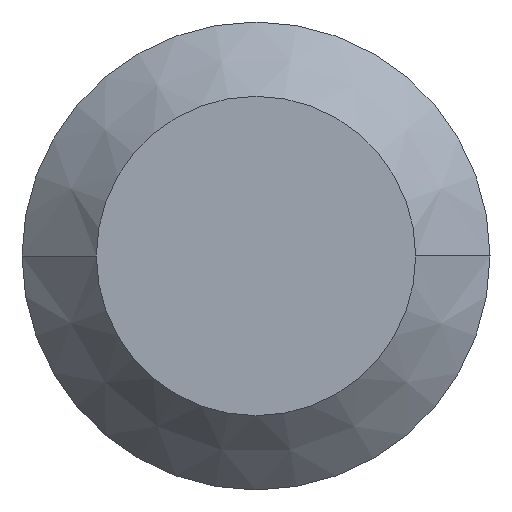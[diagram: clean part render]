
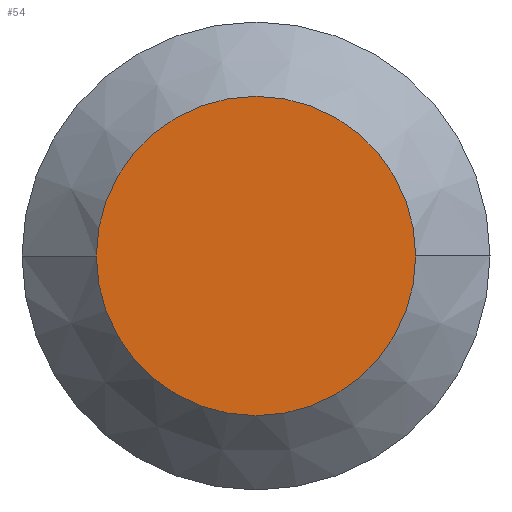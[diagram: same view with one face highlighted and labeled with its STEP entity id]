
A CAD part, left-side view. The second image highlights one B-rep face of the part: STEP entity #54.
In plain terms, the highlighted planar face has unit normal (-1, 0, 0).
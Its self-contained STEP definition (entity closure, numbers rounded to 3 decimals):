
#21 = ORIENTED_EDGE ( 'NONE', *, *, #280, .F. ) ;
#41 = FACE_OUTER_BOUND ( 'NONE', #145, .T. ) ;
#50 = VERTEX_POINT ( 'NONE', #82 ) ;
#54 = ADVANCED_FACE ( 'NONE', ( #41 ), #220, .T. ) ;
#55 = CIRCLE ( 'NONE', #253, 1.365 ) ;
#60 = VERTEX_POINT ( 'NONE', #137 ) ;
#82 = CARTESIAN_POINT ( 'NONE',  ( 0., -1.365, 0. ) ) ;
#84 = EDGE_CURVE ( 'NONE', #50, #60, #55, .T. ) ;
#93 = DIRECTION ( 'NONE',  ( 0., -1., 0. ) ) ;
#98 = DIRECTION ( 'NONE',  ( 0., 1., 0. ) ) ;
#116 = CARTESIAN_POINT ( 'NONE',  ( 0., 0., 0. ) ) ;
#118 = DIRECTION ( 'NONE',  ( 1., 0., 0. ) ) ;
#137 = CARTESIAN_POINT ( 'NONE',  ( 0., 1.365, 0. ) ) ;
#145 = EDGE_LOOP ( 'NONE', ( #21, #236 ) ) ;
#166 = DIRECTION ( 'NONE',  ( 0., 1., 0. ) ) ;
#189 = DIRECTION ( 'NONE',  ( -1., 0., 0. ) ) ;
#220 = PLANE ( 'NONE',  #237 ) ;
#236 = ORIENTED_EDGE ( 'NONE', *, *, #84, .F. ) ;
#237 = AXIS2_PLACEMENT_3D ( 'NONE', #291, #189, #93 ) ;
#253 = AXIS2_PLACEMENT_3D ( 'NONE', #414, #293, #98 ) ;
#271 = CIRCLE ( 'NONE', #362, 1.365 ) ;
#280 = EDGE_CURVE ( 'NONE', #60, #50, #271, .T. ) ;
#291 = CARTESIAN_POINT ( 'NONE',  ( 0., 0., 0. ) ) ;
#293 = DIRECTION ( 'NONE',  ( 1., 0., 0. ) ) ;
#362 = AXIS2_PLACEMENT_3D ( 'NONE', #116, #118, #166 ) ;
#414 = CARTESIAN_POINT ( 'NONE',  ( 0., 0., 0. ) ) ;
